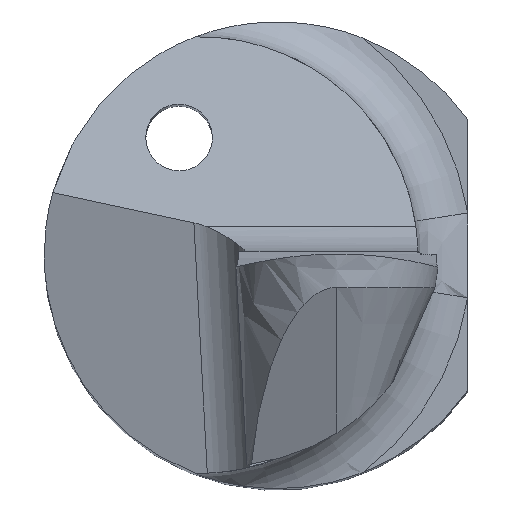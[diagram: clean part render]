
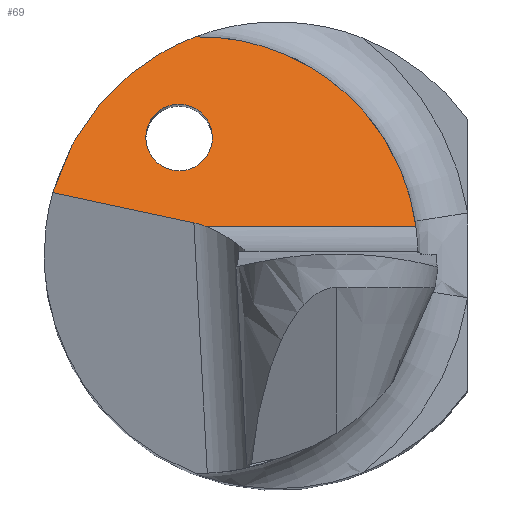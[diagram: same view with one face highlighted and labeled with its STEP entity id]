
A CAD part, top view. The second image highlights one B-rep face of the part: STEP entity #69.
In plain terms, the highlighted planar face has unit normal (0, 0.766, 0.643).
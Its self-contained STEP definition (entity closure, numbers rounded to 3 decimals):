
#43 = EDGE_LOOP ( 'NONE', ( #972, #914 ) ) ;
#69 = ADVANCED_FACE ( 'NONE', ( #216, #629 ), #895, .F. ) ;
#131 = CARTESIAN_POINT ( 'NONE',  ( -0.978, 1.762, 17.803 ) ) ;
#144 = VERTEX_POINT ( 'NONE', #810 ) ;
#147 = CARTESIAN_POINT ( 'NONE',  ( -1.073, 0.424, 19.397 ) ) ;
#175 = EDGE_CURVE ( 'NONE', #284, #397, #951, .T. ) ;
#216 = FACE_BOUND ( 'NONE', #43, .T. ) ;
#237 = DIRECTION ( 'NONE',  ( 0.948, -0.204, 0.243 ) ) ;
#238 = CARTESIAN_POINT ( 'NONE',  ( -1.236, 3.274, 16.001 ) ) ;
#282 =( BOUNDED_CURVE ( )  B_SPLINE_CURVE ( 3, ( #238, #558, #930, #736 ),
 .UNSPECIFIED., .F., .T. ) 
 B_SPLINE_CURVE_WITH_KNOTS ( ( 4, 4 ),
 ( 6.265, 7.724 ),
 .UNSPECIFIED. ) 
 CURVE ( )  GEOMETRIC_REPRESENTATION_ITEM ( )  RATIONAL_B_SPLINE_CURVE ( ( 1., 0.83, 0.83, 1. ) ) 
 REPRESENTATION_ITEM ( '' )  );
#284 = VERTEX_POINT ( 'NONE', #655 ) ;
#287 = EDGE_CURVE ( 'NONE', #397, #1069, #282, .T. ) ;
#306 = EDGE_CURVE ( 'NONE', #897, #1086, #505, .T. ) ;
#308 = VECTOR ( 'NONE', #237, 1000. ) ;
#334 = DIRECTION ( 'NONE',  ( 0., 0.643, -0.766 ) ) ;
#347 = CARTESIAN_POINT ( 'NONE',  ( -1.132, 0.447, 19.37 ) ) ;
#363 =( BOUNDED_CURVE ( )  B_SPLINE_CURVE ( 3, ( #753, #668, #849, #961 ),
 .UNSPECIFIED., .F., .F. ) 
 B_SPLINE_CURVE_WITH_KNOTS ( ( 4, 4 ),
 ( 4.712, 7.854 ),
 .UNSPECIFIED. ) 
 CURVE ( )  GEOMETRIC_REPRESENTATION_ITEM ( )  RATIONAL_B_SPLINE_CURVE ( ( 1., 0.333, 0.333, 1. ) ) 
 REPRESENTATION_ITEM ( '' )  );
#390 = CARTESIAN_POINT ( 'NONE',  ( -1.978, 0.762, 18.995 ) ) ;
#397 = VERTEX_POINT ( 'NONE', #965 ) ;
#442 = LINE ( 'NONE', #943, #1068 ) ;
#444 = CARTESIAN_POINT ( 'NONE',  ( -1.194, 0.466, 19.348 ) ) ;
#474 = CARTESIAN_POINT ( 'NONE',  ( -0.978, 1.762, 17.803 ) ) ;
#498 = ORIENTED_EDGE ( 'NONE', *, *, #651, .T. ) ;
#505 =( BOUNDED_CURVE ( )  B_SPLINE_CURVE ( 3, ( #1043, #444, #347, #147 ),
 .UNSPECIFIED., .F., .T. ) 
 B_SPLINE_CURVE_WITH_KNOTS ( ( 4, 4 ),
 ( 3.473, 3.667 ),
 .UNSPECIFIED. ) 
 CURVE ( )  GEOMETRIC_REPRESENTATION_ITEM ( )  RATIONAL_B_SPLINE_CURVE ( ( 1., 0.997, 0.997, 1. ) ) 
 REPRESENTATION_ITEM ( '' )  );
#533 = DIRECTION ( 'NONE',  ( 0., -0.766, -0.643 ) ) ;
#552 = ORIENTED_EDGE ( 'NONE', *, *, #739, .T. ) ;
#558 = CARTESIAN_POINT ( 'NONE',  ( 0.517, 3.307, 15.962 ) ) ;
#595 = CARTESIAN_POINT ( 'NONE',  ( -1.257, 0.48, 19.332 ) ) ;
#599 = CARTESIAN_POINT ( 'NONE',  ( -1.236, 3.274, 16.001 ) ) ;
#600 = CARTESIAN_POINT ( 'NONE',  ( -1.978, 1.762, 17.803 ) ) ;
#608 = CARTESIAN_POINT ( 'NONE',  ( -3.5, 0.424, 19.397 ) ) ;
#629 = FACE_OUTER_BOUND ( 'NONE', #1012, .T. ) ;
#638 = ORIENTED_EDGE ( 'NONE', *, *, #175, .F. ) ;
#651 = EDGE_CURVE ( 'NONE', #284, #897, #1044, .T. ) ;
#655 = CARTESIAN_POINT ( 'NONE',  ( -3.373, 0.935, 18.789 ) ) ;
#668 = CARTESIAN_POINT ( 'NONE',  ( -0.978, 2.762, 16.611 ) ) ;
#736 = CARTESIAN_POINT ( 'NONE',  ( 2.072, 0.424, 19.397 ) ) ;
#739 = EDGE_CURVE ( 'NONE', #1086, #1069, #442, .T. ) ;
#753 = CARTESIAN_POINT ( 'NONE',  ( -0.978, 1.762, 17.803 ) ) ;
#757 = VERTEX_POINT ( 'NONE', #131 ) ;
#763 = EDGE_CURVE ( 'NONE', #757, #144, #363, .T. ) ;
#810 = CARTESIAN_POINT ( 'NONE',  ( -1.978, 1.762, 17.803 ) ) ;
#835 = DIRECTION ( 'NONE',  ( 1., 0., 0. ) ) ;
#849 = CARTESIAN_POINT ( 'NONE',  ( -1.978, 2.762, 16.611 ) ) ;
#858 = CARTESIAN_POINT ( 'NONE',  ( -0.978, 0.762, 18.995 ) ) ;
#895 = PLANE ( 'NONE',  #1015 ) ;
#897 = VERTEX_POINT ( 'NONE', #595 ) ;
#914 = ORIENTED_EDGE ( 'NONE', *, *, #763, .F. ) ;
#919 = CARTESIAN_POINT ( 'NONE',  ( -3.069, 2.032, 17.482 ) ) ;
#921 = CARTESIAN_POINT ( 'NONE',  ( -3.248, 0.908, 18.821 ) ) ;
#930 = CARTESIAN_POINT ( 'NONE',  ( 1.845, 2.163, 17.325 ) ) ;
#943 = CARTESIAN_POINT ( 'NONE',  ( -3.5, 0.424, 19.397 ) ) ;
#951 =( BOUNDED_CURVE ( )  B_SPLINE_CURVE ( 3, ( #1193, #919, #1093, #599 ),
 .UNSPECIFIED., .F., .T. ) 
 B_SPLINE_CURVE_WITH_KNOTS ( ( 4, 4 ),
 ( 4.983, 5.922 ),
 .UNSPECIFIED. ) 
 CURVE ( )  GEOMETRIC_REPRESENTATION_ITEM ( )  RATIONAL_B_SPLINE_CURVE ( ( 1., 0.928, 0.928, 1. ) ) 
 REPRESENTATION_ITEM ( '' )  );
#961 = CARTESIAN_POINT ( 'NONE',  ( -1.978, 1.762, 17.803 ) ) ;
#965 = CARTESIAN_POINT ( 'NONE',  ( -1.236, 3.274, 16.001 ) ) ;
#972 = ORIENTED_EDGE ( 'NONE', *, *, #1191, .F. ) ;
#1004 = ORIENTED_EDGE ( 'NONE', *, *, #306, .T. ) ;
#1012 = EDGE_LOOP ( 'NONE', ( #638, #498, #1004, #552, #1033 ) ) ;
#1015 = AXIS2_PLACEMENT_3D ( 'NONE', #608, #533, #334 ) ;
#1033 = ORIENTED_EDGE ( 'NONE', *, *, #287, .F. ) ;
#1043 = CARTESIAN_POINT ( 'NONE',  ( -1.257, 0.48, 19.332 ) ) ;
#1044 = LINE ( 'NONE', #921, #308 ) ;
#1068 = VECTOR ( 'NONE', #835, 1000. ) ;
#1069 = VERTEX_POINT ( 'NONE', #1151 ) ;
#1086 = VERTEX_POINT ( 'NONE', #1158 ) ;
#1093 = CARTESIAN_POINT ( 'NONE',  ( -2.301, 2.872, 16.48 ) ) ;
#1128 =( BOUNDED_CURVE ( )  B_SPLINE_CURVE ( 3, ( #600, #390, #858, #474 ),
 .UNSPECIFIED., .F., .F. ) 
 B_SPLINE_CURVE_WITH_KNOTS ( ( 4, 4 ),
 ( 1.571, 4.712 ),
 .UNSPECIFIED. ) 
 CURVE ( )  GEOMETRIC_REPRESENTATION_ITEM ( )  RATIONAL_B_SPLINE_CURVE ( ( 1., 0.333, 0.333, 1. ) ) 
 REPRESENTATION_ITEM ( '' )  );
#1151 = CARTESIAN_POINT ( 'NONE',  ( 2.072, 0.424, 19.397 ) ) ;
#1158 = CARTESIAN_POINT ( 'NONE',  ( -1.073, 0.424, 19.397 ) ) ;
#1191 = EDGE_CURVE ( 'NONE', #144, #757, #1128, .T. ) ;
#1193 = CARTESIAN_POINT ( 'NONE',  ( -3.373, 0.935, 18.789 ) ) ;
